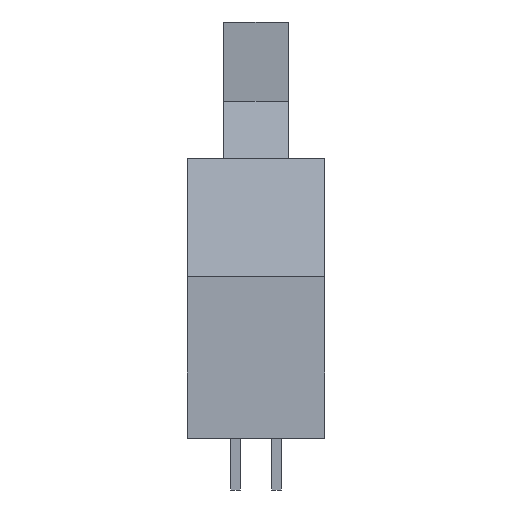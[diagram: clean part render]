
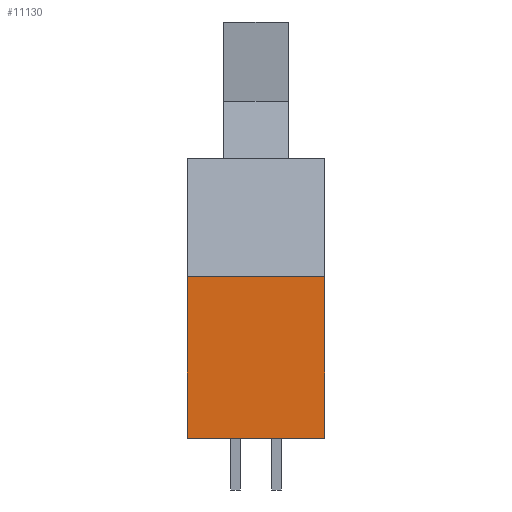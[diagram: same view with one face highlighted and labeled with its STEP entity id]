
A CAD part, left-side view. The second image highlights one B-rep face of the part: STEP entity #11130.
In plain terms, the highlighted planar face has unit normal (-1, 0, 0).
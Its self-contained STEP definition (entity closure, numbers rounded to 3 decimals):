
#10645=CARTESIAN_POINT('',(-26.3,4.25,0.));
#10646=VERTEX_POINT('',#10645);
#10653=CARTESIAN_POINT('',(-26.3,4.25,10.));
#10654=VERTEX_POINT('',#10653);
#10655=CARTESIAN_POINT('',(-26.3,4.25,5.));
#10656=DIRECTION('',(-0.0,0.0,-1.0));
#10657=VECTOR('',#10656,1.0);
#10658=LINE('',#10655,#10657);
#10659=EDGE_CURVE('n� 508',#10654,#10646,#10658,.T.);
#11083=CARTESIAN_POINT('',(-26.3,-4.25,10.));
#11084=VERTEX_POINT('',#11083);
#11093=CARTESIAN_POINT('',(-26.3,-0.0,10.));
#11094=DIRECTION('',(0.0,1.0,0.0));
#11095=VECTOR('',#11094,1.0);
#11096=LINE('',#11093,#11095);
#11097=EDGE_CURVE('n� 505',#11084,#10654,#11096,.T.);
#11107=CARTESIAN_POINT('',(-26.3,-4.25,0.));
#11108=VERTEX_POINT('',#11107);
#11109=CARTESIAN_POINT('',(-26.3,-4.25,8.65));
#11110=DIRECTION('',(0.0,0.0,-1.0));
#11111=VECTOR('',#11110,1.0);
#11112=LINE('',#11109,#11111);
#11113=EDGE_CURVE('n� 78',#11084,#11108,#11112,.T.);
#11114=ORIENTED_EDGE('',*,*,#11113,.F.);
#11115=ORIENTED_EDGE('',*,*,#11097,.T.);
#11116=ORIENTED_EDGE('',*,*,#10659,.T.);
#11117=CARTESIAN_POINT('',(-26.3,-0.0,0.));
#11118=DIRECTION('',(-0.0,1.0,0.0));
#11119=VECTOR('',#11118,1.0);
#11120=LINE('',#11117,#11119);
#11121=EDGE_CURVE('n� 367',#11108,#10646,#11120,.T.);
#11122=ORIENTED_EDGE('',*,*,#11121,.F.);
#11123=EDGE_LOOP('',(#11114,#11115,#11116,#11122));
#11124=FACE_OUTER_BOUND('',#11123,.T.);
#11125=CARTESIAN_POINT('',(-26.3,4.25,10.));
#11126=DIRECTION('',(-1.0,-0.0,0.0));
#11127=DIRECTION('',(0.0,0.0,-1.0));
#11128=AXIS2_PLACEMENT_3D('',#11125,#11126,#11127);
#11129=PLANE('',#11128);
#11130=ADVANCED_FACE('n� 502',(#11124),#11129,.T.);
